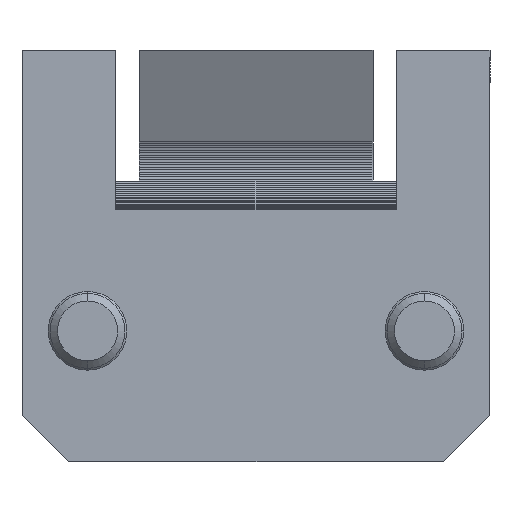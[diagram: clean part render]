
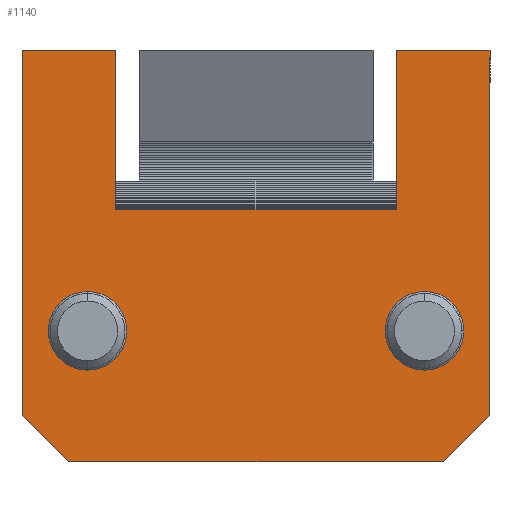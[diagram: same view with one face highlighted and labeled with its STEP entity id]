
A CAD part, front view. The second image highlights one B-rep face of the part: STEP entity #1140.
In plain terms, the highlighted planar face has unit normal (0, -1, 0).
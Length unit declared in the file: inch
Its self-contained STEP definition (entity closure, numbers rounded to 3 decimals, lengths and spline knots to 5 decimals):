
#23 = VECTOR ( 'NONE', #2648, 39.37008 ) ;
#40 = VERTEX_POINT ( 'NONE', #4122 ) ;
#60 = VERTEX_POINT ( 'NONE', #4215 ) ;
#110 = AXIS2_PLACEMENT_3D ( 'NONE', #205, #4261, #810 ) ;
#124 = VERTEX_POINT ( 'NONE', #4339 ) ;
#205 = CARTESIAN_POINT ( 'NONE',  ( 0.35433, 0., 0.27559 ) ) ;
#367 = CARTESIAN_POINT ( 'NONE',  ( 0.29528, 0., 0.86614 ) ) ;
#448 = LINE ( 'NONE', #3530, #6369 ) ;
#733 = CIRCLE ( 'NONE', #4008, 0.08268 ) ;
#810 = DIRECTION ( 'NONE',  ( -1., 0., 0. ) ) ;
#812 = CARTESIAN_POINT ( 'NONE',  ( -0.49213, 0., 0.86614 ) ) ;
#914 = VERTEX_POINT ( 'NONE', #6277 ) ;
#931 = VECTOR ( 'NONE', #3887, 39.37008 ) ;
#967 = LINE ( 'NONE', #1737, #5345 ) ;
#1032 = VECTOR ( 'NONE', #1481, 39.37008 ) ;
#1059 = EDGE_CURVE ( 'NONE', #3213, #124, #4977, .T. ) ;
#1071 = CARTESIAN_POINT ( 'NONE',  ( -0.3937, 0., 0. ) ) ;
#1140 = ADVANCED_FACE ( 'NONE', ( #5957, #3188, #1815 ), #6937, .F. ) ;
#1157 = VECTOR ( 'NONE', #6185, 39.37008 ) ;
#1411 = VERTEX_POINT ( 'NONE', #3843 ) ;
#1481 = DIRECTION ( 'NONE',  ( 0., 0., -1. ) ) ;
#1543 = CARTESIAN_POINT ( 'NONE',  ( -0.49213, 0., 0.86614 ) ) ;
#1565 = CARTESIAN_POINT ( 'NONE',  ( 0.35433, 0., 0.27559 ) ) ;
#1737 = CARTESIAN_POINT ( 'NONE',  ( 0.49213, 0., 0.86614 ) ) ;
#1815 = FACE_OUTER_BOUND ( 'NONE', #4392, .T. ) ;
#1951 = VERTEX_POINT ( 'NONE', #7176 ) ;
#2013 = ORIENTED_EDGE ( 'NONE', *, *, #4128, .T. ) ;
#2049 = ORIENTED_EDGE ( 'NONE', *, *, #3454, .T. ) ;
#2084 = ORIENTED_EDGE ( 'NONE', *, *, #6197, .F. ) ;
#2130 = ORIENTED_EDGE ( 'NONE', *, *, #2325, .F. ) ;
#2136 = ORIENTED_EDGE ( 'NONE', *, *, #3326, .T. ) ;
#2143 = EDGE_CURVE ( 'NONE', #3213, #40, #4050, .T. ) ;
#2161 = ORIENTED_EDGE ( 'NONE', *, *, #2334, .T. ) ;
#2176 = ORIENTED_EDGE ( 'NONE', *, *, #2143, .F. ) ;
#2192 = DIRECTION ( 'NONE',  ( -1., 0., 0. ) ) ;
#2201 = ORIENTED_EDGE ( 'NONE', *, *, #1059, .T. ) ;
#2213 = ORIENTED_EDGE ( 'NONE', *, *, #2631, .T. ) ;
#2234 = ORIENTED_EDGE ( 'NONE', *, *, #5602, .T. ) ;
#2269 = ORIENTED_EDGE ( 'NONE', *, *, #5965, .T. ) ;
#2278 = CIRCLE ( 'NONE', #5663, 0.08268 ) ;
#2322 = ORIENTED_EDGE ( 'NONE', *, *, #2508, .T. ) ;
#2325 = EDGE_CURVE ( 'NONE', #7324, #5485, #2966, .T. ) ;
#2334 = EDGE_CURVE ( 'NONE', #1411, #40, #7199, .T. ) ;
#2361 = ORIENTED_EDGE ( 'NONE', *, *, #4871, .T. ) ;
#2389 = CARTESIAN_POINT ( 'NONE',  ( 0.29528, 0., 0.86614 ) ) ;
#2400 = ORIENTED_EDGE ( 'NONE', *, *, #6379, .T. ) ;
#2508 = EDGE_CURVE ( 'NONE', #7070, #914, #6146, .T. ) ;
#2553 = LINE ( 'NONE', #367, #931 ) ;
#2575 = CARTESIAN_POINT ( 'NONE',  ( -0.35433, 0., 0.27559 ) ) ;
#2631 = EDGE_CURVE ( 'NONE', #124, #60, #967, .T. ) ;
#2648 = DIRECTION ( 'NONE',  ( -1., 0., 0. ) ) ;
#2657 = LINE ( 'NONE', #3243, #1032 ) ;
#2735 = CARTESIAN_POINT ( 'NONE',  ( 0.27165, 0., 0.27559 ) ) ;
#2790 = VERTEX_POINT ( 'NONE', #1543 ) ;
#2797 = CARTESIAN_POINT ( 'NONE',  ( -0.49213, 0., 0. ) ) ;
#2849 = DIRECTION ( 'NONE',  ( -1., 0., 0. ) ) ;
#2966 = CIRCLE ( 'NONE', #4037, 0.08268 ) ;
#3146 = DIRECTION ( 'NONE',  ( 0., 0., -1. ) ) ;
#3188 = FACE_BOUND ( 'NONE', #5022, .T. ) ;
#3189 = CARTESIAN_POINT ( 'NONE',  ( -0.49213, 0., 0.5315 ) ) ;
#3213 = VERTEX_POINT ( 'NONE', #5955 ) ;
#3243 = CARTESIAN_POINT ( 'NONE',  ( -0.49213, 0., 0.5315 ) ) ;
#3326 = EDGE_CURVE ( 'NONE', #2790, #1411, #2657, .T. ) ;
#3384 = EDGE_LOOP ( 'NONE', ( #2013, #2049 ) ) ;
#3423 = CARTESIAN_POINT ( 'NONE',  ( -0.35433, 0., 0.27559 ) ) ;
#3454 = EDGE_CURVE ( 'NONE', #5097, #6505, #2278, .T. ) ;
#3493 = DIRECTION ( 'NONE',  ( 0., 0., 1. ) ) ;
#3514 = VECTOR ( 'NONE', #6675, 39.37008 ) ;
#3530 = CARTESIAN_POINT ( 'NONE',  ( 0.29528, 0., 0.5315 ) ) ;
#3832 = CIRCLE ( 'NONE', #110, 0.08268 ) ;
#3843 = CARTESIAN_POINT ( 'NONE',  ( -0.49213, 0., 0.09843 ) ) ;
#3884 = VECTOR ( 'NONE', #2849, 39.37008 ) ;
#3887 = DIRECTION ( 'NONE',  ( -1., 0., 0. ) ) ;
#3945 = DIRECTION ( 'NONE',  ( 0., 0., -1. ) ) ;
#4008 = AXIS2_PLACEMENT_3D ( 'NONE', #2575, #6457, #3146 ) ;
#4037 = AXIS2_PLACEMENT_3D ( 'NONE', #3423, #7309, #3945 ) ;
#4050 = LINE ( 'NONE', #2797, #3884 ) ;
#4071 = DIRECTION ( 'NONE',  ( 0., 0., -1. ) ) ;
#4122 = CARTESIAN_POINT ( 'NONE',  ( -0.3937, 0., 0. ) ) ;
#4128 = EDGE_CURVE ( 'NONE', #6505, #5097, #3832, .T. ) ;
#4156 = CARTESIAN_POINT ( 'NONE',  ( 0.29528, 0., 0.5315 ) ) ;
#4215 = CARTESIAN_POINT ( 'NONE',  ( 0.49213, 0., 0.86614 ) ) ;
#4248 = VECTOR ( 'NONE', #6528, 39.37008 ) ;
#4261 = DIRECTION ( 'NONE',  ( 0., 1., 0. ) ) ;
#4339 = CARTESIAN_POINT ( 'NONE',  ( 0.49213, 0., 0.09843 ) ) ;
#4375 = CARTESIAN_POINT ( 'NONE',  ( -0.35433, 0., 0.19291 ) ) ;
#4392 = EDGE_LOOP ( 'NONE', ( #2136, #2161, #2176, #2201, #2213, #2234, #2269, #2322, #2361, #2400 ) ) ;
#4434 = LINE ( 'NONE', #812, #4248 ) ;
#4850 = CARTESIAN_POINT ( 'NONE',  ( -0.35433, 0., 0.35827 ) ) ;
#4871 = EDGE_CURVE ( 'NONE', #914, #1951, #5752, .T. ) ;
#4977 = LINE ( 'NONE', #6657, #3514 ) ;
#5022 = EDGE_LOOP ( 'NONE', ( #2084, #2130 ) ) ;
#5097 = VERTEX_POINT ( 'NONE', #5831 ) ;
#5345 = VECTOR ( 'NONE', #5689, 39.37008 ) ;
#5485 = VERTEX_POINT ( 'NONE', #4375 ) ;
#5534 = DIRECTION ( 'NONE',  ( 0., 1., 0. ) ) ;
#5602 = EDGE_CURVE ( 'NONE', #60, #5960, #2553, .T. ) ;
#5663 = AXIS2_PLACEMENT_3D ( 'NONE', #1565, #5534, #2192 ) ;
#5689 = DIRECTION ( 'NONE',  ( 0., 0., 1. ) ) ;
#5752 = LINE ( 'NONE', #6270, #7233 ) ;
#5831 = CARTESIAN_POINT ( 'NONE',  ( 0.43701, 0., 0.27559 ) ) ;
#5955 = CARTESIAN_POINT ( 'NONE',  ( 0.3937, 0., 0. ) ) ;
#5957 = FACE_BOUND ( 'NONE', #3384, .T. ) ;
#5960 = VERTEX_POINT ( 'NONE', #2389 ) ;
#5965 = EDGE_CURVE ( 'NONE', #5960, #7070, #448, .T. ) ;
#6146 = LINE ( 'NONE', #3189, #23 ) ;
#6185 = DIRECTION ( 'NONE',  ( 0.707, 0., -0.707 ) ) ;
#6197 = EDGE_CURVE ( 'NONE', #5485, #7324, #733, .T. ) ;
#6220 = AXIS2_PLACEMENT_3D ( 'NONE', #6895, #6994, #6995 ) ;
#6270 = CARTESIAN_POINT ( 'NONE',  ( -0.29528, 0., 0.86614 ) ) ;
#6277 = CARTESIAN_POINT ( 'NONE',  ( -0.29528, 0., 0.5315 ) ) ;
#6369 = VECTOR ( 'NONE', #4071, 39.37008 ) ;
#6379 = EDGE_CURVE ( 'NONE', #1951, #2790, #4434, .T. ) ;
#6457 = DIRECTION ( 'NONE',  ( 0., -1., 0. ) ) ;
#6505 = VERTEX_POINT ( 'NONE', #2735 ) ;
#6528 = DIRECTION ( 'NONE',  ( -1., 0., 0. ) ) ;
#6657 = CARTESIAN_POINT ( 'NONE',  ( 0.3937, 0., 0. ) ) ;
#6675 = DIRECTION ( 'NONE',  ( 0.707, 0., 0.707 ) ) ;
#6895 = CARTESIAN_POINT ( 'NONE',  ( 0., 0., 0. ) ) ;
#6937 = PLANE ( 'NONE',  #6220 ) ;
#6994 = DIRECTION ( 'NONE',  ( 0., 1., 0. ) ) ;
#6995 = DIRECTION ( 'NONE',  ( -1., 0., 0. ) ) ;
#7070 = VERTEX_POINT ( 'NONE', #4156 ) ;
#7176 = CARTESIAN_POINT ( 'NONE',  ( -0.29528, 0., 0.86614 ) ) ;
#7199 = LINE ( 'NONE', #1071, #1157 ) ;
#7233 = VECTOR ( 'NONE', #3493, 39.37008 ) ;
#7309 = DIRECTION ( 'NONE',  ( 0., -1., 0. ) ) ;
#7324 = VERTEX_POINT ( 'NONE', #4850 ) ;
